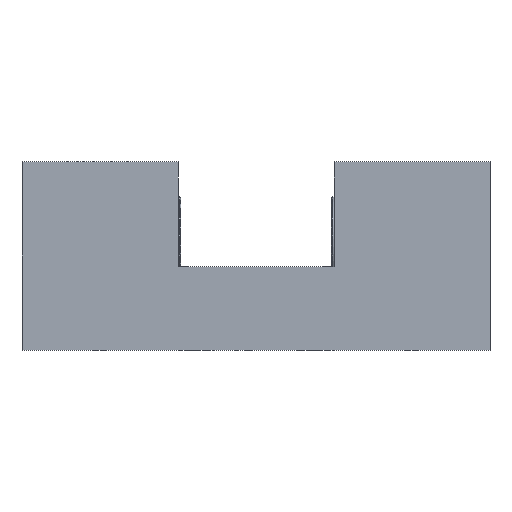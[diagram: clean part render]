
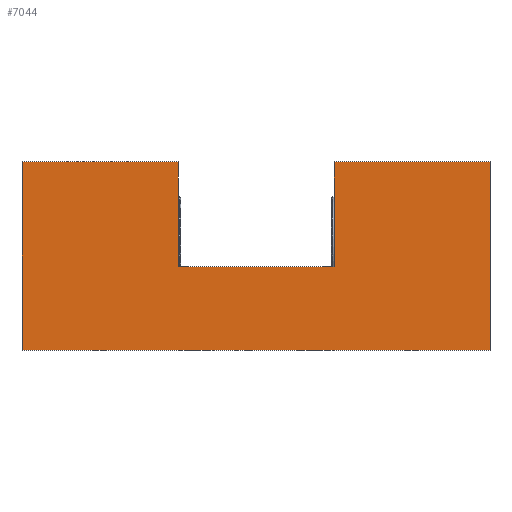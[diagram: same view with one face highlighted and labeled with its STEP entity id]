
A CAD part, front view. The second image highlights one B-rep face of the part: STEP entity #7044.
In plain terms, the highlighted planar face has unit normal (0, -1, 0).
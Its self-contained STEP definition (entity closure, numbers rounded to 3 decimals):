
#1=DIRECTION('',(0.,0.,-1.));
#2=VECTOR('',#1,19.5);
#3=CARTESIAN_POINT('',(14.5,0.,17.5));
#4=LINE('',#3,#2);
#5=DIRECTION('',(1.,0.,0.));
#6=VECTOR('',#5,29.);
#7=CARTESIAN_POINT('',(14.5,0.,17.5));
#8=LINE('',#7,#6);
#9=DIRECTION('',(0.,0.,-1.));
#10=VECTOR('',#9,35.);
#11=CARTESIAN_POINT('',(43.5,0.,17.5));
#12=LINE('',#11,#10);
#13=DIRECTION('',(-1.,0.,0.));
#14=VECTOR('',#13,87.);
#15=CARTESIAN_POINT('',(43.5,0.,-17.5));
#16=LINE('',#15,#14);
#17=DIRECTION('',(0.,0.,1.));
#18=VECTOR('',#17,35.);
#19=CARTESIAN_POINT('',(-43.5,0.,-17.5));
#20=LINE('',#19,#18);
#21=DIRECTION('',(1.,0.,0.));
#22=VECTOR('',#21,29.);
#23=CARTESIAN_POINT('',(-43.5,0.,17.5));
#24=LINE('',#23,#22);
#25=DIRECTION('',(0.,0.,-1.));
#26=VECTOR('',#25,19.5);
#27=CARTESIAN_POINT('',(-14.5,0.,17.5));
#28=LINE('',#27,#26);
#29=DIRECTION('',(-1.,0.,0.));
#30=VECTOR('',#29,29.);
#31=CARTESIAN_POINT('',(14.5,0.,-2.));
#32=LINE('',#31,#30);
#5985=CARTESIAN_POINT('',(43.5,0.,17.5));
#5986=CARTESIAN_POINT('',(43.5,0.,-17.5));
#5987=VERTEX_POINT('',#5985);
#5988=VERTEX_POINT('',#5986);
#5989=CARTESIAN_POINT('',(-43.5,0.,-17.5));
#5990=VERTEX_POINT('',#5989);
#5991=CARTESIAN_POINT('',(-43.5,0.,17.5));
#5992=VERTEX_POINT('',#5991);
#6134=CARTESIAN_POINT('',(14.5,0.,17.5));
#6135=CARTESIAN_POINT('',(14.5,0.,-2.));
#6136=VERTEX_POINT('',#6134);
#6137=VERTEX_POINT('',#6135);
#6138=CARTESIAN_POINT('',(-14.5,0.,-2.));
#6139=VERTEX_POINT('',#6138);
#6140=CARTESIAN_POINT('',(-14.5,0.,17.5));
#6141=VERTEX_POINT('',#6140);
#7021=CARTESIAN_POINT('',(0.,0.,0.));
#7022=DIRECTION('',(0.,1.,0.));
#7023=DIRECTION('',(1.,0.,0.));
#7024=AXIS2_PLACEMENT_3D('',#7021,#7022,#7023);
#7025=PLANE('',#7024);
#7027=ORIENTED_EDGE('',*,*,#7026,.F.);
#7029=ORIENTED_EDGE('',*,*,#7028,.T.);
#7031=ORIENTED_EDGE('',*,*,#7030,.T.);
#7033=ORIENTED_EDGE('',*,*,#7032,.T.);
#7035=ORIENTED_EDGE('',*,*,#7034,.T.);
#7037=ORIENTED_EDGE('',*,*,#7036,.T.);
#7039=ORIENTED_EDGE('',*,*,#7038,.T.);
#7041=ORIENTED_EDGE('',*,*,#7040,.F.);
#7042=EDGE_LOOP('',(#7027,#7029,#7031,#7033,#7035,#7037,#7039,#7041));
#7043=FACE_OUTER_BOUND('',#7042,.F.);
#7026=EDGE_CURVE('',#6136,#6137,#4,.T.);
#7028=EDGE_CURVE('',#6136,#5987,#8,.T.);
#7030=EDGE_CURVE('',#5987,#5988,#12,.T.);
#7032=EDGE_CURVE('',#5988,#5990,#16,.T.);
#7034=EDGE_CURVE('',#5990,#5992,#20,.T.);
#7036=EDGE_CURVE('',#5992,#6141,#24,.T.);
#7038=EDGE_CURVE('',#6141,#6139,#28,.T.);
#7040=EDGE_CURVE('',#6137,#6139,#32,.T.);
#7044=ADVANCED_FACE('',(#7043),#7025,.F.);
